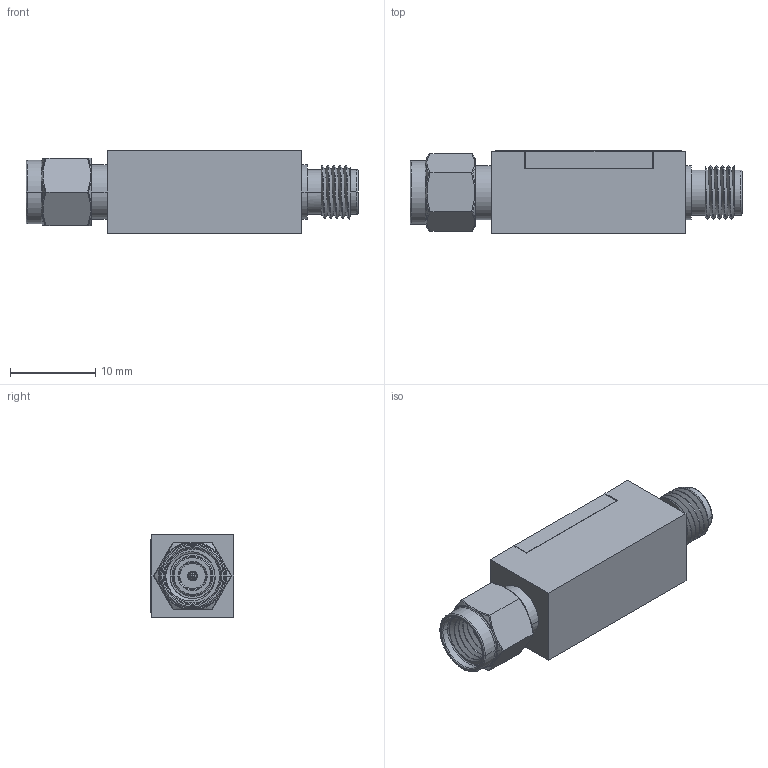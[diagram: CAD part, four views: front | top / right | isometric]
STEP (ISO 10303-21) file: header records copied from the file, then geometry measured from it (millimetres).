
FILE_DESCRIPTION (( 'STEP AP214' ), '1' );
FILE_NAME ('26940060 - Final Assembly.STEP', '2025-09-22T18:34:27', ( '' ), ( '' ), 'SwSTEP 2.0', 'SolidWorks 2024', '' );
FILE_SCHEMA (( 'AUTOMOTIVE_DESIGN' ));
Length unit declared in the file: millimetre
Products named in the file (1): 26940060 - Final Assembly
Bounding box: 38.99 x 9.78 x 9.65 mm (x, y, z)
Volume: 2400.9 mm3; surface area: 3479.2 mm2
Topology: 14 solids, 15 shells, 1251 faces, 4224 edges, 3122 vertices
Faces by surface type: plane 447, cylinder 415, torus 246, cone 84, bspline 35, sphere 24
Entity records: 70984 total; most frequent: CARTESIAN_POINT 23700, ORIENTED_EDGE 8360, DIRECTION 6662, EDGE_CURVE 4180, VERTEX_POINT 3122, AXIS2_PLACEMENT_3D 2427, VECTOR 1808, LINE 1808
